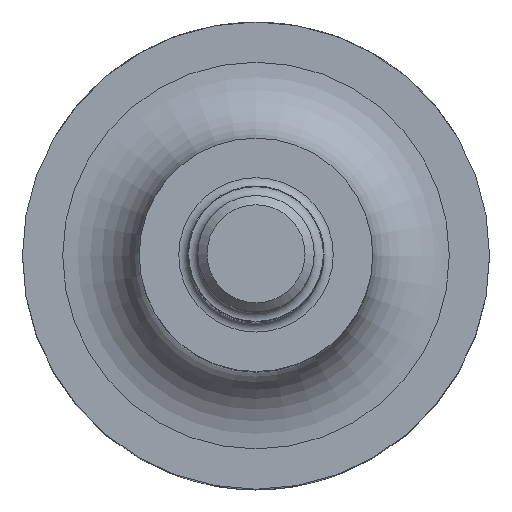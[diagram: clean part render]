
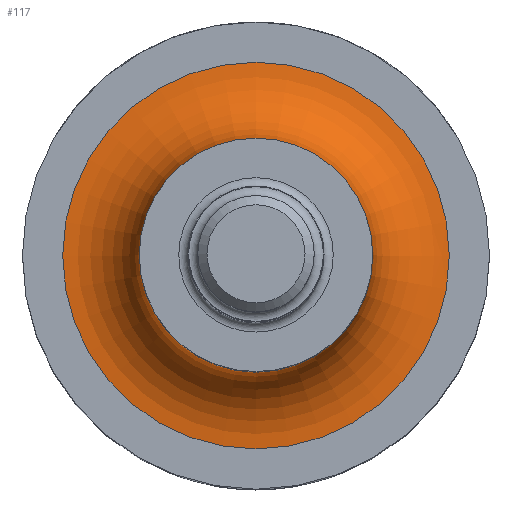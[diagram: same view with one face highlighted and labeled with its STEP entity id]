
A CAD part, top view. The second image highlights one B-rep face of the part: STEP entity #117.
In plain terms, the highlighted toroidal (fillet/blend) face has major radius 31.55 mm and minor radius 12.5 mm.
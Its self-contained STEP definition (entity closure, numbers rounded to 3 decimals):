
#36=TOROIDAL_SURFACE('',#566,31.55,12.5);
#117=ADVANCED_FACE('',(#209,#210),#36,.F.);
#209=FACE_BOUND('',#283,.T.);
#210=FACE_BOUND('',#284,.T.);
#283=EDGE_LOOP('',(#381));
#284=EDGE_LOOP('',(#382));
#381=ORIENTED_EDGE('',*,*,#447,.F.);
#382=ORIENTED_EDGE('',*,*,#449,.F.);
#404=VERTEX_POINT('',#962);
#406=VERTEX_POINT('',#968);
#447=EDGE_CURVE('',#404,#404,#483,.T.);
#449=EDGE_CURVE('',#406,#406,#485,.T.);
#483=CIRCLE('',#512,31.55);
#485=CIRCLE('',#516,19.05);
#512=AXIS2_PLACEMENT_3D('',#961,#587,#588);
#516=AXIS2_PLACEMENT_3D('',#967,#595,#596);
#566=AXIS2_PLACEMENT_3D('',#1131,#701,#702);
#587=DIRECTION('',(0.,0.,-1.));
#588=DIRECTION('',(1.,0.,0.));
#595=DIRECTION('',(0.,0.,1.));
#596=DIRECTION('',(1.,0.,0.));
#701=DIRECTION('',(0.,0.,1.));
#702=DIRECTION('',(1.,0.,0.));
#961=CARTESIAN_POINT('',(0.,0.,76.3));
#962=CARTESIAN_POINT('',(31.55,0.,76.3));
#967=CARTESIAN_POINT('',(0.,0.,88.8));
#968=CARTESIAN_POINT('',(19.05,0.,88.8));
#1131=CARTESIAN_POINT('',(0.,0.,88.8));
